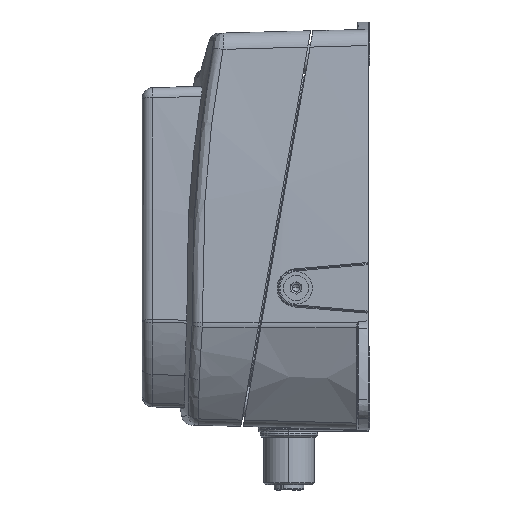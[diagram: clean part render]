
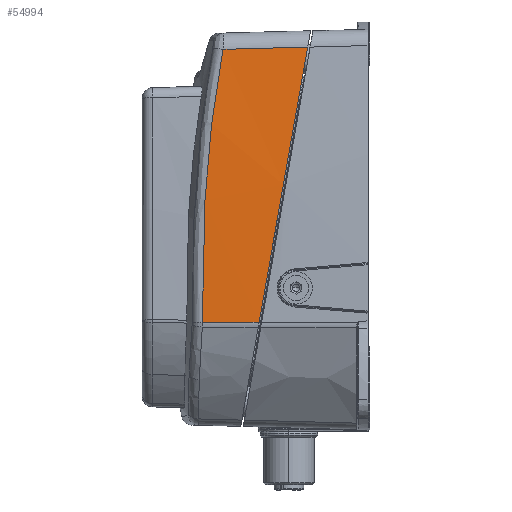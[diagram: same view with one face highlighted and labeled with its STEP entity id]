
A CAD part, left-side view. The second image highlights one B-rep face of the part: STEP entity #54994.
In plain terms, the highlighted cylindrical face has radius 1137.68 mm (diameter 2275.35 mm), a partial arc.
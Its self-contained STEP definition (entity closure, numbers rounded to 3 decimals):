
#37570=CARTESIAN_POINT('',(-49.983,30.296,
-26.101));
#37572=CARTESIAN_POINT('',(-49.983,30.296,
-26.101));
#37573=CARTESIAN_POINT('',(-49.902,29.732,
-22.906));
#37574=CARTESIAN_POINT('',(-49.711,28.606,
-16.516));
#37575=CARTESIAN_POINT('',(-49.344,26.916,
-6.933));
#37576=CARTESIAN_POINT('',(-48.896,25.227,
2.647));
#37577=CARTESIAN_POINT('',(-48.367,23.538,
12.223));
#37578=CARTESIAN_POINT('',(-47.758,21.85,
21.794));
#37579=CARTESIAN_POINT('',(-47.067,20.164,
31.36));
#37580=CARTESIAN_POINT('',(-46.296,18.478,
40.919));
#37581=CARTESIAN_POINT('',(-45.729,17.356,
47.286));
#37582=CARTESIAN_POINT('',(-45.432,16.794,
50.468));
#40644=CARTESIAN_POINT('',(-49.569,46.087,
-26.058));
#40682=CARTESIAN_POINT('',(-44.874,40.335,
49.849));
#40779=CARTESIAN_POINT('',(-49.569,46.087,
-26.058));
#40780=CARTESIAN_POINT('',(-49.374,46.162,
-19.695));
#40781=CARTESIAN_POINT('',(-48.908,46.089,
-7.612));
#40782=CARTESIAN_POINT('',(-47.99,45.344,
9.524));
#40783=CARTESIAN_POINT('',(-46.972,44.076,
24.758));
#40784=CARTESIAN_POINT('',(-45.934,42.416,
37.998));
#40785=CARTESIAN_POINT('',(-45.216,41.043,
46.148));
#40786=CARTESIAN_POINT('',(-44.874,40.335,
49.849));
#40788=CARTESIAN_POINT('',(-44.874,40.335,
49.849));
#40789=CARTESIAN_POINT('',(-44.935,37.752,
49.917));
#40790=CARTESIAN_POINT('',(-45.058,32.563,
50.054));
#40791=CARTESIAN_POINT('',(-45.247,24.591,
50.263));
#40792=CARTESIAN_POINT('',(-45.371,19.388,
50.4));
#40793=CARTESIAN_POINT('',(-45.432,16.794,
50.468));
#40795=CARTESIAN_POINT('',(-49.983,30.296,
-26.101));
#40796=CARTESIAN_POINT('',(-49.937,32.05,
-26.096));
#40797=CARTESIAN_POINT('',(-49.845,35.559,
-26.086));
#40798=CARTESIAN_POINT('',(-49.707,40.823,
-26.072));
#40799=CARTESIAN_POINT('',(-49.615,44.332,
-26.063));
#40800=CARTESIAN_POINT('',(-49.569,46.087,
-26.058));
#49017=VERTEX_POINT('',#40644);
#49018=VERTEX_POINT('',#40682);
#49059=VERTEX_POINT('',#37570);
#49060=VERTEX_POINT('',#37582);
#54982=CARTESIAN_POINT('',(1086.595,-6.625,
-60.489));
#54983=DIRECTION('',(0.026,1.,-0.001));
#54984=DIRECTION('',(-0.999,0.026,0.03));
#54985=AXIS2_PLACEMENT_3D('',#54982,#54983,#54984);
#54986=CYLINDRICAL_SURFACE('',#54985,1137.675);
#54987=ORIENTED_EDGE('',*,*,#54759,.T.);
#54988=ORIENTED_EDGE('',*,*,#54970,.T.);
#54989=ORIENTED_EDGE('',*,*,#51227,.F.);
#54991=ORIENTED_EDGE('',*,*,#54990,.T.);
#54992=EDGE_LOOP('',(#54987,#54988,#54989,#54991));
#54993=FACE_OUTER_BOUND('',#54992,.F.);
#54994=ADVANCED_FACE('',(#54993),#54986,.T.);
#37583=B_SPLINE_CURVE_WITH_KNOTS('',3,(#37572,#37573,#37574,#37575,#37576,
#37577,#37578,#37579,#37580,#37581,#37582),.UNSPECIFIED.,.F.,.F.,(4,1,1,1,1,1,1,
1,4),(0.,0.125,0.25,0.375,0.5,0.625,0.75,0.875,1.),
.UNSPECIFIED.);
#40787=B_SPLINE_CURVE_WITH_KNOTS('',3,(#40779,#40780,#40781,#40782,#40783,
#40784,#40785,#40786),.UNSPECIFIED.,.F.,.F.,(4,1,1,1,1,4),(0.,
0.25,0.474,0.674,0.851,1.),
.UNSPECIFIED.);
#40794=B_SPLINE_CURVE_WITH_KNOTS('',3,(#40788,#40789,#40790,#40791,#40792,
#40793),.UNSPECIFIED.,.F.,.F.,(4,1,1,4),(0.,0.333,
0.667,1.),.UNSPECIFIED.);
#40801=B_SPLINE_CURVE_WITH_KNOTS('',3,(#40795,#40796,#40797,#40798,#40799,
#40800),.UNSPECIFIED.,.F.,.F.,(4,1,1,4),(0.,0.333,
0.667,1.),.UNSPECIFIED.);
#51227=EDGE_CURVE('',#49059,#49060,#37583,.T.);
#54759=EDGE_CURVE('',#49017,#49018,#40787,.T.);
#54970=EDGE_CURVE('',#49018,#49060,#40794,.T.);
#54990=EDGE_CURVE('',#49059,#49017,#40801,.T.);
